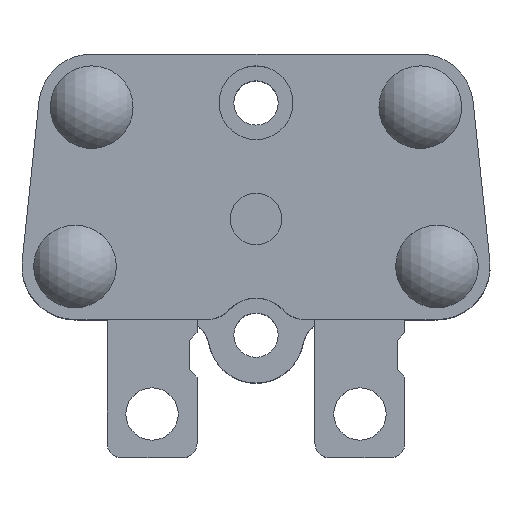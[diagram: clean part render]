
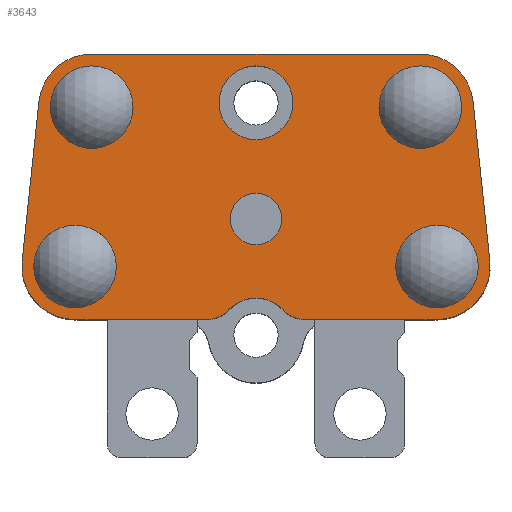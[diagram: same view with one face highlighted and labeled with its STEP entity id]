
A CAD part, top view. The second image highlights one B-rep face of the part: STEP entity #3643.
In plain terms, the highlighted planar face has unit normal (0, 0, 1).
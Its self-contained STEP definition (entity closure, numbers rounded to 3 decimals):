
#343=FACE_BOUND('',#756,.T.);
#344=FACE_BOUND('',#757,.T.);
#345=FACE_BOUND('',#758,.T.);
#346=FACE_BOUND('',#759,.T.);
#347=FACE_BOUND('',#760,.T.);
#348=FACE_BOUND('',#761,.T.);
#397=CIRCLE('',#3902,2.8);
#399=CIRCLE('',#3905,2.8);
#401=CIRCLE('',#3908,2.8);
#403=CIRCLE('',#3911,2.502);
#405=CIRCLE('',#3914,1.75);
#413=CIRCLE('',#3924,2.);
#414=CIRCLE('',#3926,2.502);
#415=CIRCLE('',#3928,3.6);
#428=CIRCLE('',#3943,3.6);
#429=CIRCLE('',#3945,2.);
#430=CIRCLE('',#3947,3.6);
#431=CIRCLE('',#3948,3.6);
#432=CIRCLE('',#3949,2.8);
#530=FACE_OUTER_BOUND('',#755,.T.);
#755=EDGE_LOOP('',(#2681,#2682,#2683,#2684,#2685,#2686,#2687,#2688,#2689,
#2690,#2691,#2692));
#756=EDGE_LOOP('',(#2693));
#757=EDGE_LOOP('',(#2694));
#758=EDGE_LOOP('',(#2695));
#759=EDGE_LOOP('',(#2696));
#760=EDGE_LOOP('',(#2697));
#761=EDGE_LOOP('',(#2698));
#984=LINE('',#5196,#1251);
#987=LINE('',#5202,#1254);
#1029=LINE('',#5342,#1296);
#1040=LINE('',#5382,#1307);
#1056=LINE('',#5441,#1323);
#1251=VECTOR('',#4260,10.);
#1254=VECTOR('',#4265,10.);
#1296=VECTOR('',#4409,10.);
#1307=VECTOR('',#4446,10.);
#1323=VECTOR('',#4496,10.);
#1524=VERTEX_POINT('',#5194);
#1525=VERTEX_POINT('',#5195);
#1526=VERTEX_POINT('',#5200);
#1527=VERTEX_POINT('',#5201);
#1563=VERTEX_POINT('',#5308);
#1565=VERTEX_POINT('',#5314);
#1567=VERTEX_POINT('',#5320);
#1569=VERTEX_POINT('',#5326);
#1571=VERTEX_POINT('',#5332);
#1573=VERTEX_POINT('',#5339);
#1574=VERTEX_POINT('',#5341);
#1587=VERTEX_POINT('',#5369);
#1588=VERTEX_POINT('',#5373);
#1589=VERTEX_POINT('',#5379);
#1590=VERTEX_POINT('',#5381);
#1615=VERTEX_POINT('',#5433);
#1616=VERTEX_POINT('',#5437);
#1617=VERTEX_POINT('',#5444);
#1908=EDGE_CURVE('',#1524,#1525,#984,.T.);
#1911=EDGE_CURVE('',#1526,#1527,#987,.T.);
#1962=EDGE_CURVE('',#1563,#1563,#397,.T.);
#1965=EDGE_CURVE('',#1565,#1565,#399,.T.);
#1968=EDGE_CURVE('',#1567,#1567,#401,.T.);
#1971=EDGE_CURVE('',#1569,#1569,#403,.T.);
#1974=EDGE_CURVE('',#1571,#1571,#405,.T.);
#1979=EDGE_CURVE('',#1574,#1573,#1029,.T.);
#1993=EDGE_CURVE('',#1574,#1587,#413,.T.);
#1995=EDGE_CURVE('',#1588,#1587,#414,.T.);
#1997=EDGE_CURVE('',#1573,#1526,#415,.T.);
#1999=EDGE_CURVE('',#1590,#1589,#1040,.T.);
#2026=EDGE_CURVE('',#1525,#1615,#428,.T.);
#2027=EDGE_CURVE('',#1588,#1616,#429,.T.);
#2029=EDGE_CURVE('',#1615,#1616,#1056,.T.);
#2030=EDGE_CURVE('',#1590,#1527,#430,.T.);
#2031=EDGE_CURVE('',#1524,#1589,#431,.T.);
#2032=EDGE_CURVE('',#1617,#1617,#432,.T.);
#2681=ORIENTED_EDGE('',*,*,#2026,.T.);
#2682=ORIENTED_EDGE('',*,*,#2029,.T.);
#2683=ORIENTED_EDGE('',*,*,#2027,.F.);
#2684=ORIENTED_EDGE('',*,*,#1995,.T.);
#2685=ORIENTED_EDGE('',*,*,#1993,.F.);
#2686=ORIENTED_EDGE('',*,*,#1979,.T.);
#2687=ORIENTED_EDGE('',*,*,#1997,.T.);
#2688=ORIENTED_EDGE('',*,*,#1911,.T.);
#2689=ORIENTED_EDGE('',*,*,#2030,.F.);
#2690=ORIENTED_EDGE('',*,*,#1999,.T.);
#2691=ORIENTED_EDGE('',*,*,#2031,.F.);
#2692=ORIENTED_EDGE('',*,*,#1908,.T.);
#2693=ORIENTED_EDGE('',*,*,#1971,.T.);
#2694=ORIENTED_EDGE('',*,*,#1968,.T.);
#2695=ORIENTED_EDGE('',*,*,#2032,.T.);
#2696=ORIENTED_EDGE('',*,*,#1974,.F.);
#2697=ORIENTED_EDGE('',*,*,#1965,.T.);
#2698=ORIENTED_EDGE('',*,*,#1962,.T.);
#3552=PLANE('',#3946);
#3643=ADVANCED_FACE('',(#530,#343,#344,#345,#346,#347,#348),#3552,.T.);
#3902=AXIS2_PLACEMENT_3D('',#5309,#4372,#4373);
#3905=AXIS2_PLACEMENT_3D('',#5315,#4379,#4380);
#3908=AXIS2_PLACEMENT_3D('',#5321,#4386,#4387);
#3911=AXIS2_PLACEMENT_3D('',#5327,#4393,#4394);
#3914=AXIS2_PLACEMENT_3D('',#5333,#4400,#4401);
#3924=AXIS2_PLACEMENT_3D('',#5370,#4431,#4432);
#3926=AXIS2_PLACEMENT_3D('',#5374,#4436,#4437);
#3928=AXIS2_PLACEMENT_3D('',#5377,#4441,#4442);
#3943=AXIS2_PLACEMENT_3D('',#5435,#4487,#4488);
#3945=AXIS2_PLACEMENT_3D('',#5438,#4491,#4492);
#3946=AXIS2_PLACEMENT_3D('',#5440,#4494,#4495);
#3947=AXIS2_PLACEMENT_3D('',#5442,#4497,#4498);
#3948=AXIS2_PLACEMENT_3D('',#5443,#4499,#4500);
#3949=AXIS2_PLACEMENT_3D('',#5445,#4501,#4502);
#4260=DIRECTION('',(-0.105,-0.995,0.));
#4265=DIRECTION('',(-0.105,0.995,0.));
#4372=DIRECTION('center_axis',(0.,0.,
-1.));
#4373=DIRECTION('ref_axis',(-1.,0.,0.));
#4379=DIRECTION('center_axis',(0.,0.,
-1.));
#4380=DIRECTION('ref_axis',(-1.,0.,0.));
#4386=DIRECTION('center_axis',(0.,0.,
-1.));
#4387=DIRECTION('ref_axis',(-1.,0.,0.));
#4393=DIRECTION('center_axis',(0.,0.,
-1.));
#4394=DIRECTION('ref_axis',(-1.,0.,0.));
#4400=DIRECTION('center_axis',(0.,0.,
1.));
#4401=DIRECTION('ref_axis',(-1.,0.,0.));
#4409=DIRECTION('',(1.,0.,0.));
#4431=DIRECTION('center_axis',(0.,0.,
-1.));
#4432=DIRECTION('ref_axis',(-0.402,-0.916,0.));
#4436=DIRECTION('center_axis',(0.,0.,
-1.));
#4437=DIRECTION('ref_axis',(-1.,0.,0.));
#4441=DIRECTION('center_axis',(0.,0.,
1.));
#4442=DIRECTION('ref_axis',(0.,-1.,0.));
#4446=DIRECTION('',(-1.,0.,0.));
#4487=DIRECTION('center_axis',(0.,0.,
1.));
#4488=DIRECTION('ref_axis',(-0.995,0.105,0.));
#4491=DIRECTION('center_axis',(0.,0.,
-1.));
#4492=DIRECTION('ref_axis',(0.402,-0.916,0.));
#4494=DIRECTION('center_axis',(0.,0.,
1.));
#4495=DIRECTION('ref_axis',(-1.,0.,0.));
#4496=DIRECTION('',(1.,0.,0.));
#4497=DIRECTION('center_axis',(0.,0.,
-1.));
#4498=DIRECTION('ref_axis',(1.,0.,0.));
#4499=DIRECTION('center_axis',(0.,0.,
-1.));
#4500=DIRECTION('ref_axis',(1.,0.,0.));
#4501=DIRECTION('center_axis',(0.,0.,
-1.));
#4502=DIRECTION('ref_axis',(-1.,0.,0.));
#5194=CARTESIAN_POINT('',(-25.86,0.376,7.106));
#5195=CARTESIAN_POINT('',(-26.995,-10.424,7.106));
#5196=CARTESIAN_POINT('',(-26.192,-2.778,7.106));
#5200=CARTESIAN_POINT('',(4.715,-10.424,7.106));
#5201=CARTESIAN_POINT('',(3.58,0.376,7.106));
#5202=CARTESIAN_POINT('',(4.479,-8.178,7.106));
#5308=CARTESIAN_POINT('',(-20.615,-10.8,7.106));
#5309=CARTESIAN_POINT('Origin',(-23.415,-10.8,7.106));
#5314=CARTESIAN_POINT('',(3.935,-10.8,7.106));
#5315=CARTESIAN_POINT('Origin',(1.135,-10.8,7.106));
#5320=CARTESIAN_POINT('',(-19.48,0.,7.106));
#5321=CARTESIAN_POINT('Origin',(-22.28,0.,
7.106));
#5326=CARTESIAN_POINT('',(-8.638,0.298,7.106));
#5327=CARTESIAN_POINT('Origin',(-11.14,0.298,7.106));
#5332=CARTESIAN_POINT('',(-9.39,-7.576,7.106));
#5333=CARTESIAN_POINT('Origin',(-11.14,-7.576,7.106));
#5339=CARTESIAN_POINT('',(1.135,-14.4,7.106));
#5341=CARTESIAN_POINT('',(-7.828,-14.4,7.106));
#5342=CARTESIAN_POINT('',(-10.004,-14.4,7.106));
#5369=CARTESIAN_POINT('',(-9.3,-13.755,7.106));
#5370=CARTESIAN_POINT('Origin',(-7.828,-12.4,7.106));
#5373=CARTESIAN_POINT('',(-12.98,-13.755,7.106));
#5374=CARTESIAN_POINT('Origin',(-11.14,-15.45,7.106));
#5377=CARTESIAN_POINT('Origin',(1.135,-10.8,7.106));
#5379=CARTESIAN_POINT('',(-22.28,3.6,7.106));
#5381=CARTESIAN_POINT('',(0.,3.6,7.106));
#5382=CARTESIAN_POINT('',(0.,3.6,7.106));
#5433=CARTESIAN_POINT('',(-23.415,-14.4,7.106));
#5435=CARTESIAN_POINT('Origin',(-23.415,-10.8,7.106));
#5437=CARTESIAN_POINT('',(-14.451,-14.4,7.106));
#5438=CARTESIAN_POINT('Origin',(-14.451,-12.4,7.106));
#5440=CARTESIAN_POINT('Origin',(-11.14,-7.55,7.106));
#5441=CARTESIAN_POINT('',(-23.415,-14.4,7.106));
#5442=CARTESIAN_POINT('Origin',(0.,0.,
7.106));
#5443=CARTESIAN_POINT('Origin',(-22.28,0.,7.106));
#5444=CARTESIAN_POINT('',(2.8,0.,7.106));
#5445=CARTESIAN_POINT('Origin',(0.,0.,
7.106));
